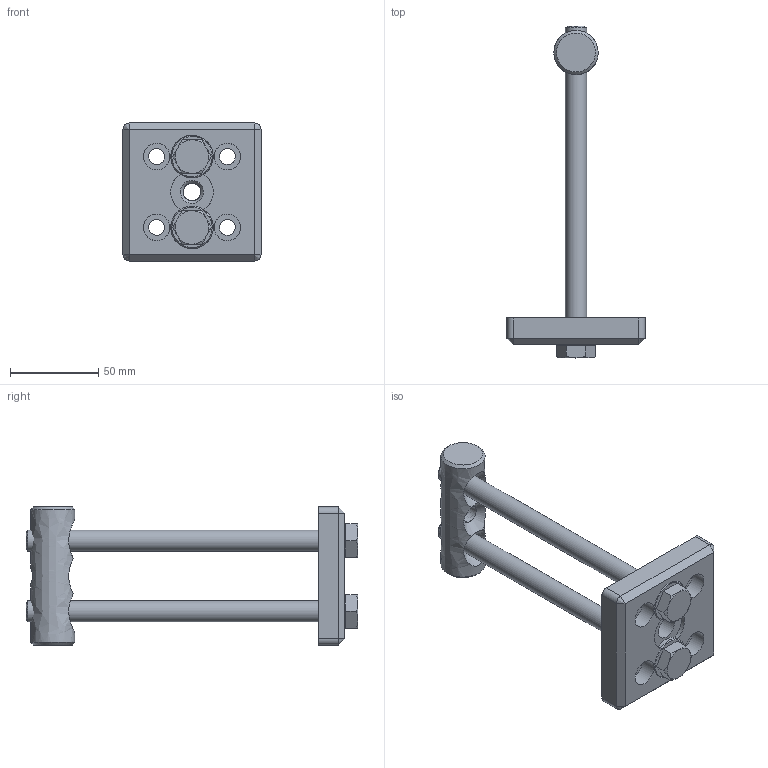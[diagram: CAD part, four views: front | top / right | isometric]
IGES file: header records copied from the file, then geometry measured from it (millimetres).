
Global section: file name: SV6005V_A; native system: Autodesk Inventor 2015; preprocessor: unknown; author: C. Hanke; date: 20151127.115246; units: millimetre
Bounding box: 78 x 187.5 x 78 mm (x, y, z)
Volume: 150219.5 mm3; surface area: 45022.6 mm2
Topology: 6 solids, 6 shells, 97 faces, 239 edges, 157 vertices
Faces by surface type: bspline 97
